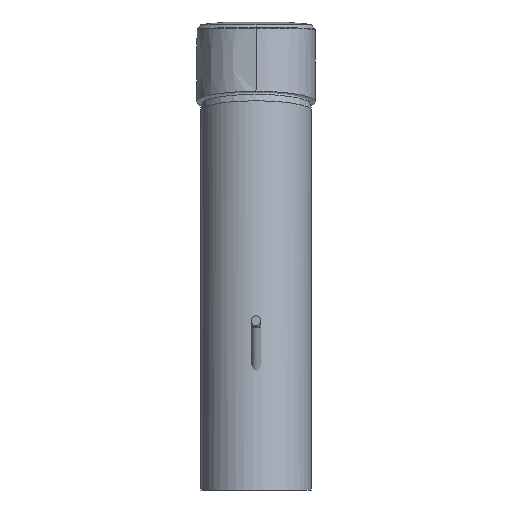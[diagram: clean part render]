
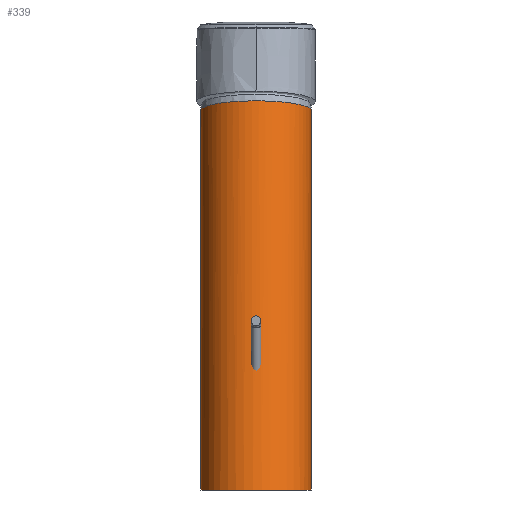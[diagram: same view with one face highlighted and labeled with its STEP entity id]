
A CAD part, left-side view. The second image highlights one B-rep face of the part: STEP entity #339.
In plain terms, the highlighted cylindrical face has radius 22.5 mm (diameter 45 mm), a full revolution.
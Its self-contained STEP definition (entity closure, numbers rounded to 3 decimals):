
#21=ELLIPSE('',#405,22.847,22.5);
#68=CYLINDRICAL_SURFACE('',#404,22.5);
#127=ORIENTED_EDGE('',*,*,#171,.T.);
#128=ORIENTED_EDGE('',*,*,#172,.F.);
#129=ORIENTED_EDGE('',*,*,#173,.T.);
#171=EDGE_CURVE('',#200,#200,#230,.T.);
#172=EDGE_CURVE('',#201,#201,#231,.F.);
#173=EDGE_CURVE('',#202,#202,#21,.F.);
#200=VERTEX_POINT('',#1503);
#201=VERTEX_POINT('',#1570);
#202=VERTEX_POINT('',#1572);
#230=B_SPLINE_CURVE_WITH_KNOTS('',3,(#1484,#1485,#1486,#1487,#1488,#1489,
#1490,#1491,#1492,#1493,#1494,#1495,#1496,#1497,#1498,#1499,#1500,#1501,
#1502),.UNSPECIFIED.,.T.,.F.,(1,1,1,1,1,1,1,1,1,1,1,1,1,1,1,1,1,1,1,1,1,
1,1),(-0.188,-0.125,-0.063,0.,0.063,0.125,0.188,0.25,0.313,0.375,0.438,
0.5,0.563,0.625,0.688,0.75,0.813,0.875,0.938,1.,1.063,1.125,1.188),
 .UNSPECIFIED.);
#231=B_SPLINE_CURVE_WITH_KNOTS('',3,(#1504,#1505,#1506,#1507,#1508,#1509,
#1510,#1511,#1512,#1513,#1514,#1515,#1516,#1517,#1518,#1519,#1520,#1521,
#1522,#1523,#1524,#1525,#1526,#1527,#1528,#1529,#1530,#1531,#1532,#1533,
#1534,#1535,#1536,#1537,#1538,#1539,#1540,#1541,#1542,#1543,#1544,#1545,
#1546,#1547,#1548,#1549,#1550,#1551,#1552,#1553,#1554,#1555,#1556,#1557,
#1558,#1559,#1560,#1561,#1562,#1563,#1564,#1565,#1566,#1567,#1568,#1569),
 .UNSPECIFIED.,.T.,.F.,(1,1,1,1,1,1,1,1,1,1,1,1,1,1,1,1,1,1,1,1,1,1,1,1,
1,1,1,1,1,1,1,1,1,1,1,1,1,1,1,1,1,1,1,1,1,1,1,1,1,1,1,1,1,1,1,1,1,1,1,1,
1,1,1,1,1,1,1,1,1,1),(-0.047,-0.032,-0.016,
0.,0.016,0.031,0.046,0.061,
0.077,0.092,0.107,0.123,
0.138,0.169,0.184,0.2,
0.215,0.223,0.23,0.246,
0.261,0.276,0.292,0.307,
0.322,0.338,0.345,0.353,
0.369,0.384,0.399,0.415,
0.445,0.476,0.507,0.517,0.545,
0.56,0.574,0.606,0.621,
0.636,0.651,0.666,0.682,
0.697,0.712,0.727,0.757,
0.772,0.78,0.787,0.802,
0.81,0.817,0.832,0.848,0.863,
0.878,0.893,0.908,0.923,
0.938,0.953,0.968,0.984,
1.,1.016,1.031,1.046),.UNSPECIFIED.);
#259=EDGE_LOOP('',(#127));
#260=EDGE_LOOP('',(#128));
#261=EDGE_LOOP('',(#129));
#298=FACE_BOUND('',#259,.T.);
#299=FACE_BOUND('',#260,.T.);
#300=FACE_BOUND('',#261,.T.);
#339=ADVANCED_FACE('',(#298,#299,#300),#68,.T.);
#404=AXIS2_PLACEMENT_3D('',#1483,#448,#449);
#405=AXIS2_PLACEMENT_3D('',#1571,#450,#451);
#448=DIRECTION('',(0.174,0.,0.985));
#449=DIRECTION('',(0.985,0.,-0.174));
#450=DIRECTION('',(0.,0.,-1.));
#451=DIRECTION('',(1.,0.,0.));
#1483=CARTESIAN_POINT('',(11.223,0.,63.648));
#1484=CARTESIAN_POINT('',(48.166,8.835,150.339));
#1485=CARTESIAN_POINT('',(49.897,0.,150.034));
#1486=CARTESIAN_POINT('',(48.166,-8.835,150.339));
#1487=CARTESIAN_POINT('',(43.238,-16.324,151.208));
#1488=CARTESIAN_POINT('',(35.862,-21.329,152.508));
#1489=CARTESIAN_POINT('',(27.162,-23.086,154.043));
#1490=CARTESIAN_POINT('',(18.461,-21.329,155.577));
#1491=CARTESIAN_POINT('',(11.086,-16.324,156.877));
#1492=CARTESIAN_POINT('',(6.157,-8.835,157.746));
#1493=CARTESIAN_POINT('',(4.427,0.,158.051));
#1494=CARTESIAN_POINT('',(6.157,8.835,157.746));
#1495=CARTESIAN_POINT('',(11.086,16.324,156.877));
#1496=CARTESIAN_POINT('',(18.461,21.329,155.577));
#1497=CARTESIAN_POINT('',(27.162,23.086,154.043));
#1498=CARTESIAN_POINT('',(35.862,21.329,152.508));
#1499=CARTESIAN_POINT('',(43.238,16.324,151.208));
#1500=CARTESIAN_POINT('',(48.166,8.835,150.339));
#1501=CARTESIAN_POINT('',(49.897,0.,150.034));
#1502=CARTESIAN_POINT('',(48.166,-8.835,150.339));
#1503=CARTESIAN_POINT('',(49.32,0.,150.135));
#1504=CARTESIAN_POINT('',(47.352,-3.984,140.858));
#1505=CARTESIAN_POINT('',(47.666,-2.093,141.155));
#1506=CARTESIAN_POINT('',(47.783,-0.137,141.265));
#1507=CARTESIAN_POINT('',(47.7,1.742,141.187));
#1508=CARTESIAN_POINT('',(47.426,3.61,140.928));
#1509=CARTESIAN_POINT('',(47.002,5.319,140.522));
#1510=CARTESIAN_POINT('',(46.398,7.036,139.93));
#1511=CARTESIAN_POINT('',(45.72,8.519,139.248));
#1512=CARTESIAN_POINT('',(44.907,9.965,138.398));
#1513=CARTESIAN_POINT('',(44.078,11.196,137.496));
#1514=CARTESIAN_POINT('',(42.871,12.738,136.114));
#1515=CARTESIAN_POINT('',(41.656,13.989,134.605));
#1516=CARTESIAN_POINT('',(40.404,15.064,132.843));
#1517=CARTESIAN_POINT('',(39.536,15.724,131.495));
#1518=CARTESIAN_POINT('',(38.801,16.217,130.21));
#1519=CARTESIAN_POINT('',(38.272,16.535,129.168));
#1520=CARTESIAN_POINT('',(37.787,16.806,128.134));
#1521=CARTESIAN_POINT('',(37.175,17.101,126.613));
#1522=CARTESIAN_POINT('',(36.639,17.289,124.862));
#1523=CARTESIAN_POINT('',(36.226,17.343,122.9));
#1524=CARTESIAN_POINT('',(36.024,17.228,120.952));
#1525=CARTESIAN_POINT('',(36.009,16.958,119.038));
#1526=CARTESIAN_POINT('',(36.181,16.505,117.097));
#1527=CARTESIAN_POINT('',(36.437,16.022,115.646));
#1528=CARTESIAN_POINT('',(36.702,15.553,114.501));
#1529=CARTESIAN_POINT('',(37.013,15.012,113.355));
#1530=CARTESIAN_POINT('',(37.414,14.311,112.114));
#1531=CARTESIAN_POINT('',(37.978,13.268,110.638));
#1532=CARTESIAN_POINT('',(38.529,12.155,109.371));
#1533=CARTESIAN_POINT('',(39.281,10.462,107.802));
#1534=CARTESIAN_POINT('',(40.136,8.089,106.215));
#1535=CARTESIAN_POINT('',(40.915,4.79,104.893));
#1536=CARTESIAN_POINT('',(41.211,2.042,104.415));
#1537=CARTESIAN_POINT('',(41.273,-0.693,104.316));
#1538=CARTESIAN_POINT('',(41.15,-2.778,104.51));
#1539=CARTESIAN_POINT('',(40.829,-4.957,105.04));
#1540=CARTESIAN_POINT('',(40.364,-7.194,105.828));
#1541=CARTESIAN_POINT('',(39.748,-9.206,106.918));
#1542=CARTESIAN_POINT('',(39.024,-11.048,108.333));
#1543=CARTESIAN_POINT('',(38.479,-12.261,109.481));
#1544=CARTESIAN_POINT('',(37.915,-13.387,110.794));
#1545=CARTESIAN_POINT('',(37.399,-14.337,112.157));
#1546=CARTESIAN_POINT('',(36.892,-15.224,113.747));
#1547=CARTESIAN_POINT('',(36.494,-15.916,115.328));
#1548=CARTESIAN_POINT('',(36.174,-16.522,117.158));
#1549=CARTESIAN_POINT('',(35.96,-17.082,119.566));
#1550=CARTESIAN_POINT('',(36.091,-17.353,122.202));
#1551=CARTESIAN_POINT('',(36.528,-17.307,124.358));
#1552=CARTESIAN_POINT('',(36.86,-17.21,125.58));
#1553=CARTESIAN_POINT('',(37.262,-17.058,126.822));
#1554=CARTESIAN_POINT('',(37.687,-16.857,127.898));
#1555=CARTESIAN_POINT('',(38.183,-16.587,128.985));
#1556=CARTESIAN_POINT('',(38.733,-16.26,130.082));
#1557=CARTESIAN_POINT('',(39.387,-15.829,131.248));
#1558=CARTESIAN_POINT('',(40.289,-15.157,132.672));
#1559=CARTESIAN_POINT('',(41.173,-14.411,133.933));
#1560=CARTESIAN_POINT('',(42.092,-13.537,135.142));
#1561=CARTESIAN_POINT('',(42.998,-12.556,136.253));
#1562=CARTESIAN_POINT('',(43.862,-11.488,137.254));
#1563=CARTESIAN_POINT('',(44.735,-10.234,138.215));
#1564=CARTESIAN_POINT('',(45.503,-8.933,139.024));
#1565=CARTESIAN_POINT('',(46.243,-7.402,139.777));
#1566=CARTESIAN_POINT('',(46.84,-5.834,140.365));
#1567=CARTESIAN_POINT('',(47.352,-3.984,140.858));
#1568=CARTESIAN_POINT('',(47.666,-2.093,141.155));
#1569=CARTESIAN_POINT('',(47.783,-0.137,141.265));
#1570=CARTESIAN_POINT('',(47.633,-2.079,141.124));
#1571=CARTESIAN_POINT('',(0.,0.,0.));
#1572=CARTESIAN_POINT('',(22.847,0.,0.));
